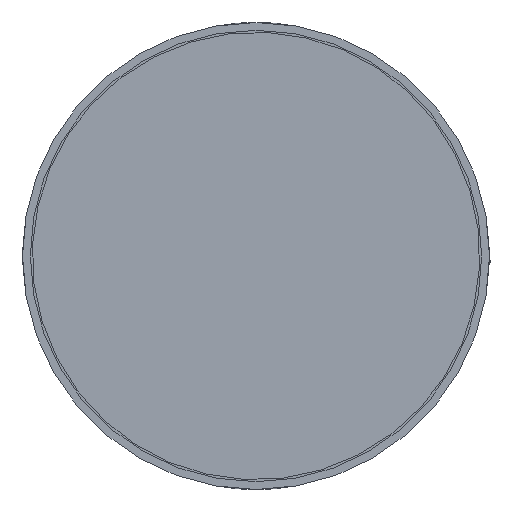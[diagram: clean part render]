
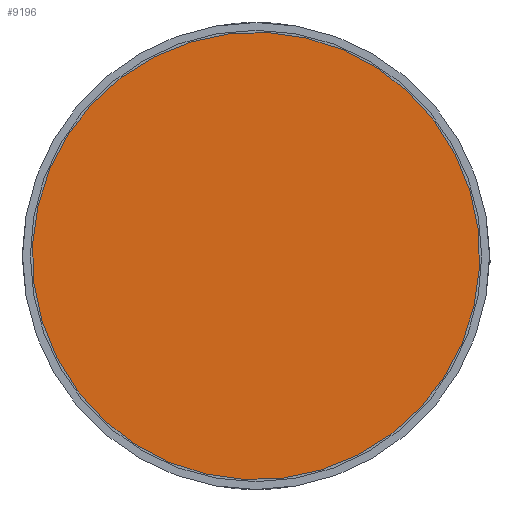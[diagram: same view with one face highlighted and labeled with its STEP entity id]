
A CAD part, front view. The second image highlights one B-rep face of the part: STEP entity #9196.
In plain terms, the highlighted planar face has unit normal (0, -1, 0).
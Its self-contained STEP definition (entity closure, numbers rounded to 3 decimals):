
#1286 = PLANE ( 'NONE',  #9489 ) ;
#2075 = AXIS2_PLACEMENT_3D ( 'NONE', #8285, #4753, #2787 ) ;
#2787 = DIRECTION ( 'NONE',  ( 0., 0., 1. ) ) ;
#3094 = CARTESIAN_POINT ( 'NONE',  ( 0., 0., 0. ) ) ;
#4045 = CIRCLE ( 'NONE', #5138, 57.5 ) ;
#4753 = DIRECTION ( 'NONE',  ( 0., 1., 0. ) ) ;
#4898 = CIRCLE ( 'NONE', #2075, 57.5 ) ;
#5138 = AXIS2_PLACEMENT_3D ( 'NONE', #3094, #9443, #12532 ) ;
#5689 = ORIENTED_EDGE ( 'NONE', *, *, #8971, .F. ) ;
#6217 = VERTEX_POINT ( 'NONE', #9341 ) ;
#6292 = VERTEX_POINT ( 'NONE', #9747 ) ;
#6424 = EDGE_LOOP ( 'NONE', ( #13354, #5689 ) ) ;
#7617 = DIRECTION ( 'NONE',  ( 0., 0., 1. ) ) ;
#8285 = CARTESIAN_POINT ( 'NONE',  ( 0., 0., 0. ) ) ;
#8971 = EDGE_CURVE ( 'NONE', #6217, #6292, #4898, .T. ) ;
#9196 = ADVANCED_FACE ( 'NONE', ( #12821 ), #1286, .F. ) ;
#9341 = CARTESIAN_POINT ( 'NONE',  ( 0., 0., 57.5 ) ) ;
#9443 = DIRECTION ( 'NONE',  ( 0., 1., 0. ) ) ;
#9489 = AXIS2_PLACEMENT_3D ( 'NONE', #10645, #10572, #7617 ) ;
#9747 = CARTESIAN_POINT ( 'NONE',  ( 0., 0., -57.5 ) ) ;
#10572 = DIRECTION ( 'NONE',  ( 0., 1., 0. ) ) ;
#10645 = CARTESIAN_POINT ( 'NONE',  ( 0., 0., 0. ) ) ;
#11878 = EDGE_CURVE ( 'NONE', #6292, #6217, #4045, .T. ) ;
#12532 = DIRECTION ( 'NONE',  ( 0., 0., 1. ) ) ;
#12821 = FACE_OUTER_BOUND ( 'NONE', #6424, .T. ) ;
#13354 = ORIENTED_EDGE ( 'NONE', *, *, #11878, .F. ) ;
